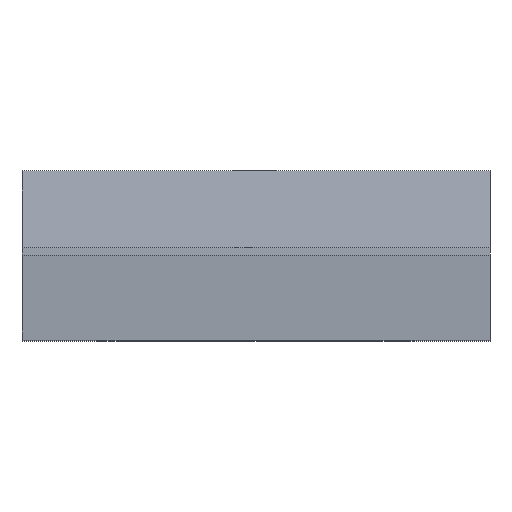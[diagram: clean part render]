
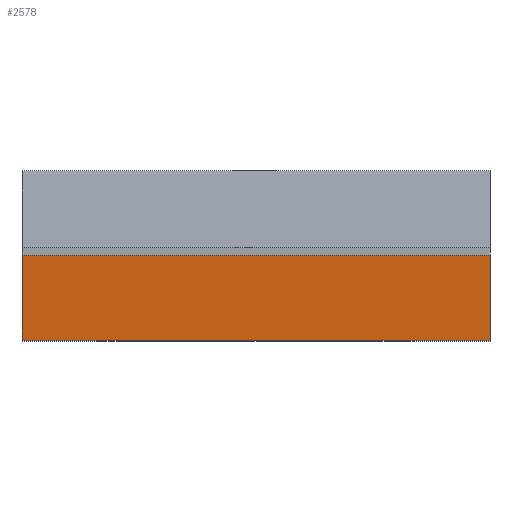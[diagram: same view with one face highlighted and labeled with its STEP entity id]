
A CAD part, top view. The second image highlights one B-rep face of the part: STEP entity #2578.
In plain terms, the highlighted planar face has unit normal (0, -0.108, 0.994).
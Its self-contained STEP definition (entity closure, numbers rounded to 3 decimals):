
#2226 = VERTEX_POINT('',#2227);
#2227 = CARTESIAN_POINT('',(0.,1.38,11.));
#2236 = PLANE('',#2237);
#2237 = AXIS2_PLACEMENT_3D('',#2238,#2239,#2240);
#2238 = CARTESIAN_POINT('',(0.,0.,0.));
#2239 = DIRECTION('',(1.,0.,0.));
#2240 = DIRECTION('',(0.,0.,1.));
#2248 = PLANE('',#2249);
#2249 = AXIS2_PLACEMENT_3D('',#2250,#2251,#2252);
#2250 = CARTESIAN_POINT('',(0.,0.,11.));
#2251 = DIRECTION('',(0.,0.,1.));
#2252 = DIRECTION('',(1.,0.,0.));
#2260 = EDGE_CURVE('',#2261,#2226,#2263,.T.);
#2261 = VERTEX_POINT('',#2262);
#2262 = CARTESIAN_POINT('',(0.,0.,10.85));
#2263 = SURFACE_CURVE('',#2264,(#2268,#2275),.PCURVE_S1.);
#2264 = LINE('',#2265,#2266);
#2265 = CARTESIAN_POINT('',(0.,-0.238,10.824));
#2266 = VECTOR('',#2267,1.);
#2267 = DIRECTION('',(0.,0.994,0.108));
#2268 = PCURVE('',#2236,#2269);
#2269 = DEFINITIONAL_REPRESENTATION('',(#2270),#2274);
#2270 = LINE('',#2271,#2272);
#2271 = CARTESIAN_POINT('',(10.824,0.238));
#2272 = VECTOR('',#2273,1.);
#2273 = DIRECTION('',(0.108,-0.994));
#2274 = ( GEOMETRIC_REPRESENTATION_CONTEXT(2) 
PARAMETRIC_REPRESENTATION_CONTEXT() REPRESENTATION_CONTEXT('2D SPACE',''
  ) );
#2275 = PCURVE('',#2276,#2281);
#2276 = PLANE('',#2277);
#2277 = AXIS2_PLACEMENT_3D('',#2278,#2279,#2280);
#2278 = CARTESIAN_POINT('',(0.,0.69,10.925));
#2279 = DIRECTION('',(0.,0.108,-0.994));
#2280 = DIRECTION('',(-1.,-0.,-0.));
#2281 = DEFINITIONAL_REPRESENTATION('',(#2282),#2286);
#2282 = LINE('',#2283,#2284);
#2283 = CARTESIAN_POINT('',(-0.,-0.933));
#2284 = VECTOR('',#2285,1.);
#2285 = DIRECTION('',(-0.,1.));
#2286 = ( GEOMETRIC_REPRESENTATION_CONTEXT(2) 
PARAMETRIC_REPRESENTATION_CONTEXT() REPRESENTATION_CONTEXT('2D SPACE',''
  ) );
#2304 = PLANE('',#2305);
#2305 = AXIS2_PLACEMENT_3D('',#2306,#2307,#2308);
#2306 = CARTESIAN_POINT('',(0.,0.,0.));
#2307 = DIRECTION('',(0.,1.,0.));
#2308 = DIRECTION('',(0.,0.,1.));
#2458 = EDGE_CURVE('',#2226,#2459,#2461,.T.);
#2459 = VERTEX_POINT('',#2460);
#2460 = CARTESIAN_POINT('',(7.6,1.38,11.));
#2461 = SURFACE_CURVE('',#2462,(#2466,#2473),.PCURVE_S1.);
#2462 = LINE('',#2463,#2464);
#2463 = CARTESIAN_POINT('',(0.,1.38,11.));
#2464 = VECTOR('',#2465,1.);
#2465 = DIRECTION('',(1.,0.,0.));
#2466 = PCURVE('',#2248,#2467);
#2467 = DEFINITIONAL_REPRESENTATION('',(#2468),#2472);
#2468 = LINE('',#2469,#2470);
#2469 = CARTESIAN_POINT('',(0.,1.38));
#2470 = VECTOR('',#2471,1.);
#2471 = DIRECTION('',(1.,0.));
#2472 = ( GEOMETRIC_REPRESENTATION_CONTEXT(2) 
PARAMETRIC_REPRESENTATION_CONTEXT() REPRESENTATION_CONTEXT('2D SPACE',''
  ) );
#2473 = PCURVE('',#2276,#2474);
#2474 = DEFINITIONAL_REPRESENTATION('',(#2475),#2479);
#2475 = LINE('',#2476,#2477);
#2476 = CARTESIAN_POINT('',(-0.,0.694));
#2477 = VECTOR('',#2478,1.);
#2478 = DIRECTION('',(-1.,0.));
#2479 = ( GEOMETRIC_REPRESENTATION_CONTEXT(2) 
PARAMETRIC_REPRESENTATION_CONTEXT() REPRESENTATION_CONTEXT('2D SPACE',''
  ) );
#2497 = PLANE('',#2498);
#2498 = AXIS2_PLACEMENT_3D('',#2499,#2500,#2501);
#2499 = CARTESIAN_POINT('',(7.6,0.,0.));
#2500 = DIRECTION('',(1.,0.,0.));
#2501 = DIRECTION('',(0.,0.,1.));
#2578 = ADVANCED_FACE('',(#2579),#2276,.F.);
#2579 = FACE_BOUND('',#2580,.T.);
#2580 = EDGE_LOOP('',(#2581,#2582,#2605,#2626));
#2581 = ORIENTED_EDGE('',*,*,#2260,.F.);
#2582 = ORIENTED_EDGE('',*,*,#2583,.T.);
#2583 = EDGE_CURVE('',#2261,#2584,#2586,.T.);
#2584 = VERTEX_POINT('',#2585);
#2585 = CARTESIAN_POINT('',(7.6,0.,10.85));
#2586 = SURFACE_CURVE('',#2587,(#2591,#2598),.PCURVE_S1.);
#2587 = LINE('',#2588,#2589);
#2588 = CARTESIAN_POINT('',(0.,0.,10.85));
#2589 = VECTOR('',#2590,1.);
#2590 = DIRECTION('',(1.,0.,0.));
#2591 = PCURVE('',#2276,#2592);
#2592 = DEFINITIONAL_REPRESENTATION('',(#2593),#2597);
#2593 = LINE('',#2594,#2595);
#2594 = CARTESIAN_POINT('',(-0.,-0.694));
#2595 = VECTOR('',#2596,1.);
#2596 = DIRECTION('',(-1.,0.));
#2597 = ( GEOMETRIC_REPRESENTATION_CONTEXT(2) 
PARAMETRIC_REPRESENTATION_CONTEXT() REPRESENTATION_CONTEXT('2D SPACE',''
  ) );
#2598 = PCURVE('',#2304,#2599);
#2599 = DEFINITIONAL_REPRESENTATION('',(#2600),#2604);
#2600 = LINE('',#2601,#2602);
#2601 = CARTESIAN_POINT('',(10.85,0.));
#2602 = VECTOR('',#2603,1.);
#2603 = DIRECTION('',(0.,1.));
#2604 = ( GEOMETRIC_REPRESENTATION_CONTEXT(2) 
PARAMETRIC_REPRESENTATION_CONTEXT() REPRESENTATION_CONTEXT('2D SPACE',''
  ) );
#2605 = ORIENTED_EDGE('',*,*,#2606,.T.);
#2606 = EDGE_CURVE('',#2584,#2459,#2607,.T.);
#2607 = SURFACE_CURVE('',#2608,(#2612,#2619),.PCURVE_S1.);
#2608 = LINE('',#2609,#2610);
#2609 = CARTESIAN_POINT('',(7.6,-0.238,10.824));
#2610 = VECTOR('',#2611,1.);
#2611 = DIRECTION('',(0.,0.994,0.108));
#2612 = PCURVE('',#2276,#2613);
#2613 = DEFINITIONAL_REPRESENTATION('',(#2614),#2618);
#2614 = LINE('',#2615,#2616);
#2615 = CARTESIAN_POINT('',(-7.6,-0.933));
#2616 = VECTOR('',#2617,1.);
#2617 = DIRECTION('',(-0.,1.));
#2618 = ( GEOMETRIC_REPRESENTATION_CONTEXT(2) 
PARAMETRIC_REPRESENTATION_CONTEXT() REPRESENTATION_CONTEXT('2D SPACE',''
  ) );
#2619 = PCURVE('',#2497,#2620);
#2620 = DEFINITIONAL_REPRESENTATION('',(#2621),#2625);
#2621 = LINE('',#2622,#2623);
#2622 = CARTESIAN_POINT('',(10.824,0.238));
#2623 = VECTOR('',#2624,1.);
#2624 = DIRECTION('',(0.108,-0.994));
#2625 = ( GEOMETRIC_REPRESENTATION_CONTEXT(2) 
PARAMETRIC_REPRESENTATION_CONTEXT() REPRESENTATION_CONTEXT('2D SPACE',''
  ) );
#2626 = ORIENTED_EDGE('',*,*,#2458,.F.);
